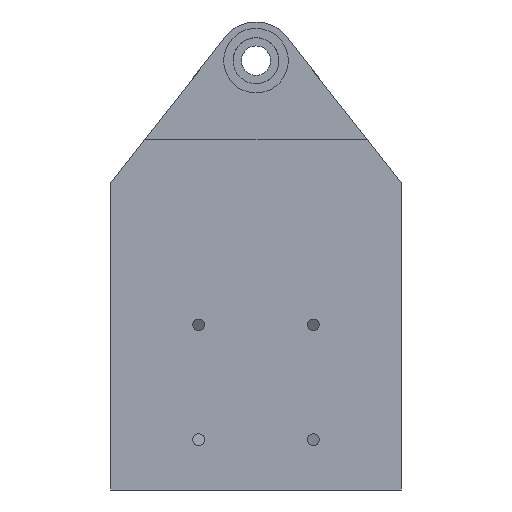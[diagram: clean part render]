
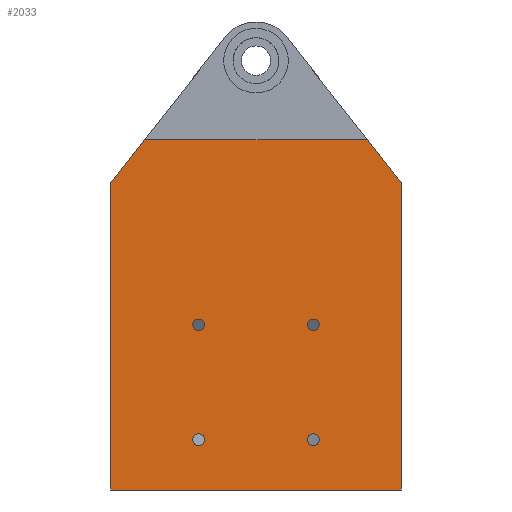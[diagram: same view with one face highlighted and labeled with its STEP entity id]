
A CAD part, front view. The second image highlights one B-rep face of the part: STEP entity #2033.
In plain terms, the highlighted planar face has unit normal (0, -1, 0).
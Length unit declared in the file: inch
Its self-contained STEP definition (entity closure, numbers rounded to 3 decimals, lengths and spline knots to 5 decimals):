
#62=FACE_BOUND('',#373,.T.);
#63=FACE_BOUND('',#374,.T.);
#64=FACE_BOUND('',#375,.T.);
#65=FACE_BOUND('',#376,.T.);
#133=PLANE('',#2261);
#245=FACE_OUTER_BOUND('',#372,.T.);
#372=EDGE_LOOP('',(#1749,#1750,#1751,#1752,#1753,#1754));
#373=EDGE_LOOP('',(#1755));
#374=EDGE_LOOP('',(#1756));
#375=EDGE_LOOP('',(#1757));
#376=EDGE_LOOP('',(#1758));
#539=LINE('',#3632,#702);
#541=LINE('',#3636,#704);
#544=LINE('',#3643,#707);
#557=LINE('',#3733,#720);
#558=LINE('',#3734,#721);
#559=LINE('',#3735,#722);
#702=VECTOR('',#2712,0.3937);
#704=VECTOR('',#2716,0.3937);
#707=VECTOR('',#2725,0.3937);
#720=VECTOR('',#2830,0.3937);
#721=VECTOR('',#2831,0.3937);
#722=VECTOR('',#2832,0.3937);
#736=CIRCLE('',#2063,0.1015);
#738=CIRCLE('',#2066,0.1015);
#740=CIRCLE('',#2069,0.1015);
#742=CIRCLE('',#2072,0.1015);
#835=VERTEX_POINT('',#2881);
#837=VERTEX_POINT('',#2887);
#839=VERTEX_POINT('',#2893);
#841=VERTEX_POINT('',#2899);
#987=VERTEX_POINT('',#3629);
#988=VERTEX_POINT('',#3631);
#989=VERTEX_POINT('',#3635);
#990=VERTEX_POINT('',#3641);
#1012=VERTEX_POINT('',#3731);
#1013=VERTEX_POINT('',#3732);
#1021=EDGE_CURVE('',#835,#835,#736,.T.);
#1024=EDGE_CURVE('',#837,#837,#738,.T.);
#1027=EDGE_CURVE('',#839,#839,#740,.T.);
#1030=EDGE_CURVE('',#841,#841,#742,.T.);
#1240=EDGE_CURVE('',#988,#987,#539,.T.);
#1242=EDGE_CURVE('',#989,#988,#541,.T.);
#1246=EDGE_CURVE('',#987,#990,#544,.T.);
#1288=EDGE_CURVE('',#1012,#1013,#557,.T.);
#1289=EDGE_CURVE('',#1013,#989,#558,.T.);
#1290=EDGE_CURVE('',#1012,#990,#559,.T.);
#1749=ORIENTED_EDGE('',*,*,#1288,.T.);
#1750=ORIENTED_EDGE('',*,*,#1289,.T.);
#1751=ORIENTED_EDGE('',*,*,#1242,.T.);
#1752=ORIENTED_EDGE('',*,*,#1240,.T.);
#1753=ORIENTED_EDGE('',*,*,#1246,.T.);
#1754=ORIENTED_EDGE('',*,*,#1290,.F.);
#1755=ORIENTED_EDGE('',*,*,#1021,.T.);
#1756=ORIENTED_EDGE('',*,*,#1024,.T.);
#1757=ORIENTED_EDGE('',*,*,#1027,.T.);
#1758=ORIENTED_EDGE('',*,*,#1030,.T.);
#2033=ADVANCED_FACE('',(#245,#62,#63,#64,#65),#133,.T.);
#2063=AXIS2_PLACEMENT_3D('',#2883,#2285,#2286);
#2066=AXIS2_PLACEMENT_3D('',#2889,#2292,#2293);
#2069=AXIS2_PLACEMENT_3D('',#2895,#2299,#2300);
#2072=AXIS2_PLACEMENT_3D('',#2901,#2306,#2307);
#2261=AXIS2_PLACEMENT_3D('',#3730,#2828,#2829);
#2285=DIRECTION('center_axis',(0.,1.,0.));
#2286=DIRECTION('ref_axis',(1.,0.,0.));
#2292=DIRECTION('center_axis',(0.,1.,0.));
#2293=DIRECTION('ref_axis',(1.,0.,0.));
#2299=DIRECTION('center_axis',(0.,1.,0.));
#2300=DIRECTION('ref_axis',(1.,0.,0.));
#2306=DIRECTION('center_axis',(0.,1.,0.));
#2307=DIRECTION('ref_axis',(1.,0.,0.));
#2712=DIRECTION('',(-1.,0.,0.));
#2716=DIRECTION('',(-0.617,0.,0.787));
#2725=DIRECTION('',(-0.617,0.,-0.787));
#2828=DIRECTION('center_axis',(0.,-1.,0.));
#2829=DIRECTION('ref_axis',(1.,0.,0.));
#2830=DIRECTION('',(1.,0.,0.));
#2831=DIRECTION('',(0.,0.,1.));
#2832=DIRECTION('',(0.,0.,1.));
#2881=CARTESIAN_POINT('',(1.4235,0.,0.875));
#2883=CARTESIAN_POINT('Origin',(1.525,0.,0.875));
#2887=CARTESIAN_POINT('',(1.4235,0.,2.875));
#2889=CARTESIAN_POINT('Origin',(1.525,0.,2.875));
#2893=CARTESIAN_POINT('',(-0.5765,0.,2.875));
#2895=CARTESIAN_POINT('Origin',(-0.475,0.,2.875));
#2899=CARTESIAN_POINT('',(-0.5765,0.,0.875));
#2901=CARTESIAN_POINT('Origin',(-0.475,0.,0.875));
#3629=CARTESIAN_POINT('',(-1.41162,0.,6.1));
#3631=CARTESIAN_POINT('',(2.46162,0.,6.1));
#3632=CARTESIAN_POINT('',(2.46162,0.,6.1));
#3635=CARTESIAN_POINT('',(3.05,0.,5.35));
#3636=CARTESIAN_POINT('',(3.05,0.,5.35));
#3641=CARTESIAN_POINT('',(-2.,0.,5.35));
#3643=CARTESIAN_POINT('',(-1.41162,0.,6.1));
#3730=CARTESIAN_POINT('Origin',(-2.,0.,0.));
#3731=CARTESIAN_POINT('',(-2.,0.,0.));
#3732=CARTESIAN_POINT('',(3.05,0.,0.));
#3733=CARTESIAN_POINT('',(-2.,0.,0.));
#3734=CARTESIAN_POINT('',(3.05,0.,0.));
#3735=CARTESIAN_POINT('',(-2.,0.,0.));
